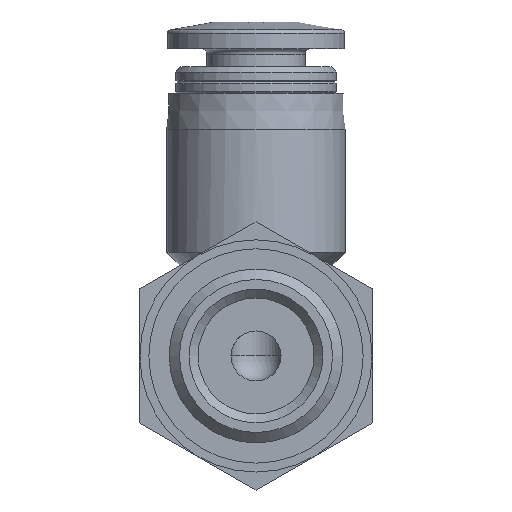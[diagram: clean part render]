
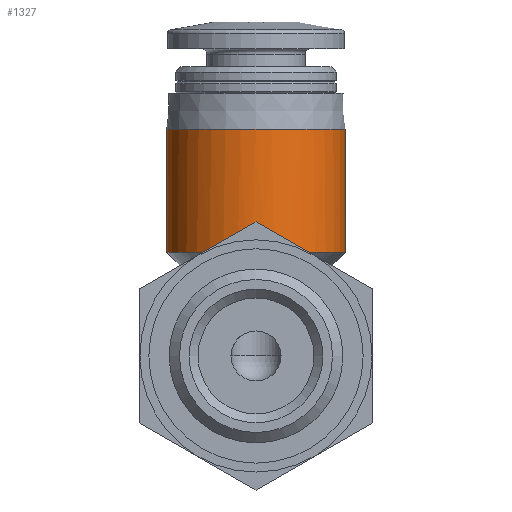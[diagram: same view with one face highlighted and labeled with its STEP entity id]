
A CAD part, front view. The second image highlights one B-rep face of the part: STEP entity #1327.
In plain terms, the highlighted cylindrical face has radius 5 mm (diameter 10 mm), a full revolution.
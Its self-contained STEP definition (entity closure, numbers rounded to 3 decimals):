
#54=LINE('',#1922,#83);
#55=LINE('',#1926,#84);
#83=VECTOR('',#1612,1000.);
#84=VECTOR('',#1615,1000.);
#147=ELLIPSE('',#1429,7.071,5.);
#202=ORIENTED_EDGE('',*,*,#400,.F.);
#203=ORIENTED_EDGE('',*,*,#401,.F.);
#204=ORIENTED_EDGE('',*,*,#402,.F.);
#205=ORIENTED_EDGE('',*,*,#403,.T.);
#206=ORIENTED_EDGE('',*,*,#399,.T.);
#399=EDGE_CURVE('',#501,#501,#569,.T.);
#400=EDGE_CURVE('',#502,#503,#570,.T.);
#401=EDGE_CURVE('',#504,#502,#54,.T.);
#402=EDGE_CURVE('',#505,#504,#147,.T.);
#403=EDGE_CURVE('',#505,#503,#55,.T.);
#501=VERTEX_POINT('',#1917);
#502=VERTEX_POINT('',#1920);
#503=VERTEX_POINT('',#1921);
#504=VERTEX_POINT('',#1923);
#505=VERTEX_POINT('',#1925);
#569=CIRCLE('',#1426,5.);
#570=CIRCLE('',#1428,5.);
#639=EDGE_LOOP('',(#202,#203,#204,#205));
#640=EDGE_LOOP('',(#206));
#746=FACE_BOUND('',#639,.T.);
#747=FACE_BOUND('',#640,.T.);
#821=CYLINDRICAL_SURFACE('',#1427,5.);
#1327=ADVANCED_FACE('',(#746,#747),#821,.T.);
#1426=AXIS2_PLACEMENT_3D('',#1916,#1606,#1607);
#1427=AXIS2_PLACEMENT_3D('',#1918,#1608,#1609);
#1428=AXIS2_PLACEMENT_3D('',#1919,#1610,#1611);
#1429=AXIS2_PLACEMENT_3D('',#1924,#1613,#1614);
#1606=DIRECTION('',(0.,0.,-1.));
#1607=DIRECTION('',(0.,1.,0.));
#1608=DIRECTION('',(0.,0.,-1.));
#1609=DIRECTION('',(0.,1.,0.));
#1610=DIRECTION('',(0.,0.,-1.));
#1611=DIRECTION('',(0.,1.,0.));
#1612=DIRECTION('',(0.,0.,-1.));
#1613=DIRECTION('',(0.,0.707,-0.707));
#1614=DIRECTION('',(0.,-0.707,-0.707));
#1615=DIRECTION('',(0.,0.,-1.));
#1916=CARTESIAN_POINT('',(0.,28.9,12.7));
#1917=CARTESIAN_POINT('',(0.,33.9,12.7));
#1918=CARTESIAN_POINT('',(0.,28.9,-3.5));
#1919=CARTESIAN_POINT('',(0.,28.9,5.8));
#1920=CARTESIAN_POINT('',(-1.,24.001,5.8));
#1921=CARTESIAN_POINT('',(1.,24.001,5.8));
#1922=CARTESIAN_POINT('',(-1.,24.001,-3.5));
#1923=CARTESIAN_POINT('',(-1.,24.001,6.601));
#1924=CARTESIAN_POINT('',(0.,28.9,11.5));
#1925=CARTESIAN_POINT('',(1.,24.001,6.601));
#1926=CARTESIAN_POINT('',(1.,24.001,-3.5));
